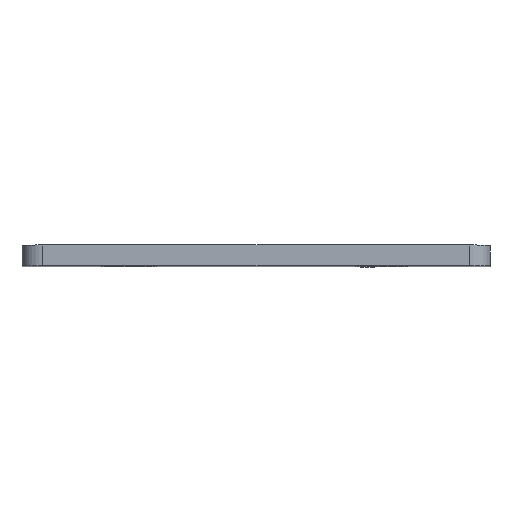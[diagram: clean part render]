
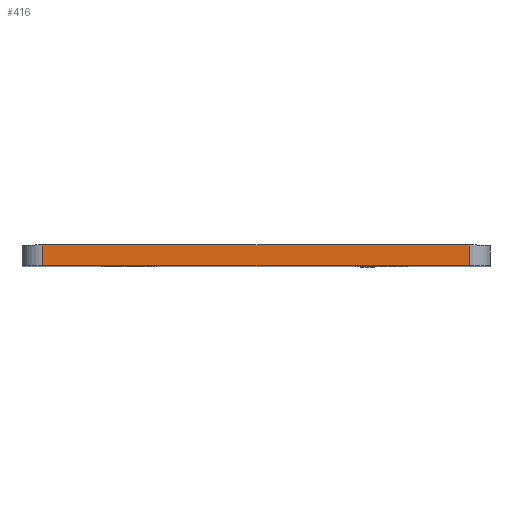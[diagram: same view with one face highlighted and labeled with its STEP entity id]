
A CAD part, top view. The second image highlights one B-rep face of the part: STEP entity #416.
In plain terms, the highlighted planar face has unit normal (0, 0, 1).
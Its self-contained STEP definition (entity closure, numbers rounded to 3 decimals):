
#2 = VECTOR ( 'NONE', #373, 1000. ) ;
#11 = VECTOR ( 'NONE', #266, 1000. ) ;
#38 = EDGE_CURVE ( 'NONE', #148, #632, #558, .T. ) ;
#46 = VERTEX_POINT ( 'NONE', #290 ) ;
#84 = CARTESIAN_POINT ( 'NONE',  ( 42.981, 2.5, 13. ) ) ;
#110 = ORIENTED_EDGE ( 'NONE', *, *, #120, .T. ) ;
#120 = EDGE_CURVE ( 'NONE', #46, #525, #421, .T. ) ;
#123 = LINE ( 'NONE', #320, #11 ) ;
#130 = EDGE_CURVE ( 'NONE', #525, #632, #123, .T. ) ;
#148 = VERTEX_POINT ( 'NONE', #217 ) ;
#217 = CARTESIAN_POINT ( 'NONE',  ( 45.481, 2.5, 13. ) ) ;
#232 = VECTOR ( 'NONE', #488, 1000. ) ;
#266 = DIRECTION ( 'NONE',  ( 0., 1., 0. ) ) ;
#290 = CARTESIAN_POINT ( 'NONE',  ( 45.481, 0., 13. ) ) ;
#298 = CARTESIAN_POINT ( 'NONE',  ( 45.481, 0., 13. ) ) ;
#319 = EDGE_LOOP ( 'NONE', ( #399, #471, #110, #367 ) ) ;
#320 = CARTESIAN_POINT ( 'NONE',  ( 96.481, 0., 13. ) ) ;
#322 = CARTESIAN_POINT ( 'NONE',  ( 42.981, 0., 13. ) ) ;
#329 = FACE_OUTER_BOUND ( 'NONE', #319, .T. ) ;
#367 = ORIENTED_EDGE ( 'NONE', *, *, #130, .T. ) ;
#373 = DIRECTION ( 'NONE',  ( 1., 0., 0. ) ) ;
#399 = ORIENTED_EDGE ( 'NONE', *, *, #38, .F. ) ;
#416 = ADVANCED_FACE ( 'NONE', ( #329 ), #543, .T. ) ;
#421 = LINE ( 'NONE', #694, #2 ) ;
#471 = ORIENTED_EDGE ( 'NONE', *, *, #603, .T. ) ;
#488 = DIRECTION ( 'NONE',  ( 1., 0., 0. ) ) ;
#490 = DIRECTION ( 'NONE',  ( 0., 0., 1. ) ) ;
#495 = CARTESIAN_POINT ( 'NONE',  ( 96.481, 0., 13. ) ) ;
#510 = DIRECTION ( 'NONE',  ( 0., -1., 0. ) ) ;
#525 = VERTEX_POINT ( 'NONE', #495 ) ;
#543 = PLANE ( 'NONE',  #555 ) ;
#555 = AXIS2_PLACEMENT_3D ( 'NONE', #322, #490, #704 ) ;
#558 = LINE ( 'NONE', #84, #232 ) ;
#593 = VECTOR ( 'NONE', #510, 1000. ) ;
#603 = EDGE_CURVE ( 'NONE', #148, #46, #625, .T. ) ;
#625 = LINE ( 'NONE', #298, #593 ) ;
#632 = VERTEX_POINT ( 'NONE', #679 ) ;
#679 = CARTESIAN_POINT ( 'NONE',  ( 96.481, 2.5, 13. ) ) ;
#694 = CARTESIAN_POINT ( 'NONE',  ( 42.981, 0., 13. ) ) ;
#704 = DIRECTION ( 'NONE',  ( 1., 0., 0. ) ) ;
